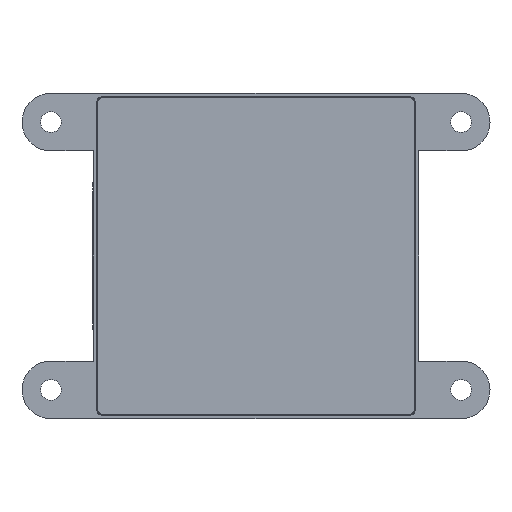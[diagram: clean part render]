
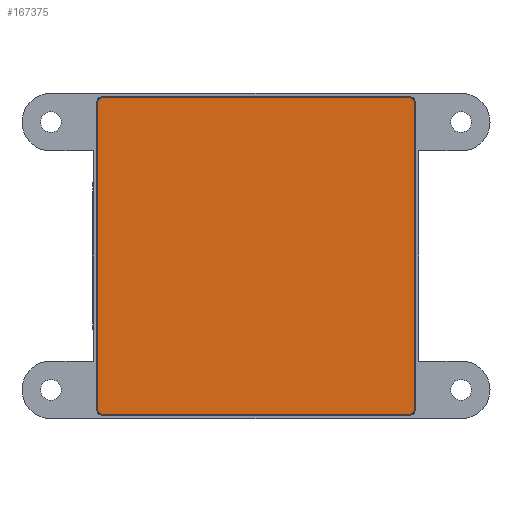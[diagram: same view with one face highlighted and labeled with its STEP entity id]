
A CAD part, front view. The second image highlights one B-rep face of the part: STEP entity #167375.
In plain terms, the highlighted planar face has unit normal (0, -1, 0).
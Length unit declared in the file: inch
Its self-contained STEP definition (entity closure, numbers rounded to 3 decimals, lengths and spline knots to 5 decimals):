
#6082 = VERTEX_POINT ( 'NONE', #15497 ) ;
#8767 = EDGE_CURVE ( 'NONE', #40158, #94661, #46059, .T. ) ;
#14988 = VERTEX_POINT ( 'NONE', #36717 ) ;
#15034 = VECTOR ( 'NONE', #84593, 39.37008 ) ;
#15497 = CARTESIAN_POINT ( 'NONE',  ( 1.07, 0., 1.03801 ) ) ;
#19393 = VECTOR ( 'NONE', #108531, 39.37008 ) ;
#21395 = CARTESIAN_POINT ( 'NONE',  ( -1.07, 0., -1.07 ) ) ;
#27505 = EDGE_CURVE ( 'NONE', #6082, #60192, #73997, .T. ) ;
#28009 = ORIENTED_EDGE ( 'NONE', *, *, #157014, .F. ) ;
#29481 = EDGE_LOOP ( 'NONE', ( #28009, #169326, #122620, #164137, #75829, #157761, #181709, #151436 ) ) ;
#29802 = EDGE_CURVE ( 'NONE', #118431, #94661, #146271, .T. ) ;
#33855 = CARTESIAN_POINT ( 'NONE',  ( 1.07, 0., 1.05675 ) ) ;
#36717 = CARTESIAN_POINT ( 'NONE',  ( -1.07, 0., 1.03801 ) ) ;
#37617 = VECTOR ( 'NONE', #180874, 39.37008 ) ;
#40158 = VERTEX_POINT ( 'NONE', #154399 ) ;
#43400 = CARTESIAN_POINT ( 'NONE',  ( -1.03801, 0., -1.07 ) ) ;
#46059 = LINE ( 'NONE', #21395, #97400 ) ;
#48805 = CARTESIAN_POINT ( 'NONE',  ( 1.05675, 0., 1.07 ) ) ;
#52140 = CARTESIAN_POINT ( 'NONE',  ( 1.07, 0., -1.07 ) ) ;
#54418 = AXIS2_PLACEMENT_3D ( 'NONE', #125995, #83049, #183094 ) ;
#56882 = CARTESIAN_POINT ( 'NONE',  ( 1.03801, 0., -1.07 ) ) ;
#60192 = VERTEX_POINT ( 'NONE', #174211 ) ;
#73136 = CARTESIAN_POINT ( 'NONE',  ( 1.03801, 0., 1.07 ) ) ;
#73997 =( BOUNDED_CURVE ( )  B_SPLINE_CURVE ( 3, ( #119830, #33855, #48805, #73136 ),
 .UNSPECIFIED., .F., .F. ) 
 B_SPLINE_CURVE_WITH_KNOTS ( ( 4, 4 ),
 ( 5.49813, 7.06824 ),
 .UNSPECIFIED. ) 
 CURVE ( )  GEOMETRIC_REPRESENTATION_ITEM ( )  RATIONAL_B_SPLINE_CURVE ( ( 1., 0.805, 0.805, 1. ) ) 
 REPRESENTATION_ITEM ( '' )  );
#75829 = ORIENTED_EDGE ( 'NONE', *, *, #141481, .F. ) ;
#82444 = PLANE ( 'NONE',  #54418 ) ;
#83049 = DIRECTION ( 'NONE',  ( 0., 1., 0. ) ) ;
#83428 =( BOUNDED_CURVE ( )  B_SPLINE_CURVE ( 3, ( #154072, #126756, #129806, #169631 ),
 .UNSPECIFIED., .F., .T. ) 
 B_SPLINE_CURVE_WITH_KNOTS ( ( 4, 4 ),
 ( 5.49813, 7.06824 ),
 .UNSPECIFIED. ) 
 CURVE ( )  GEOMETRIC_REPRESENTATION_ITEM ( )  RATIONAL_B_SPLINE_CURVE ( ( 1., 0.805, 0.805, 1. ) ) 
 REPRESENTATION_ITEM ( '' )  );
#84593 = DIRECTION ( 'NONE',  ( 1., 0., 0. ) ) ;
#90755 = LINE ( 'NONE', #166877, #19393 ) ;
#92169 = CARTESIAN_POINT ( 'NONE',  ( -1.03801, 0., 1.07 ) ) ;
#94661 = VERTEX_POINT ( 'NONE', #116809 ) ;
#97400 = VECTOR ( 'NONE', #150225, 39.37008 ) ;
#98680 = CARTESIAN_POINT ( 'NONE',  ( 1.07, 0., -1.05675 ) ) ;
#101341 = CARTESIAN_POINT ( 'NONE',  ( -1.07, 0., -1.05675 ) ) ;
#108531 = DIRECTION ( 'NONE',  ( 0., 0., 1. ) ) ;
#113432 =( BOUNDED_CURVE ( )  B_SPLINE_CURVE ( 3, ( #56882, #169521, #98680, #126661 ),
 .UNSPECIFIED., .F., .F. ) 
 B_SPLINE_CURVE_WITH_KNOTS ( ( 4, 4 ),
 ( 5.49813, 7.06824 ),
 .UNSPECIFIED. ) 
 CURVE ( )  GEOMETRIC_REPRESENTATION_ITEM ( )  RATIONAL_B_SPLINE_CURVE ( ( 1., 0.805, 0.805, 1. ) ) 
 REPRESENTATION_ITEM ( '' )  );
#116809 = CARTESIAN_POINT ( 'NONE',  ( -1.03801, 0., -1.07 ) ) ;
#118431 = VERTEX_POINT ( 'NONE', #148083 ) ;
#119708 = EDGE_CURVE ( 'NONE', #40158, #150961, #113432, .T. ) ;
#119830 = CARTESIAN_POINT ( 'NONE',  ( 1.07, 0., 1.03801 ) ) ;
#121881 = LINE ( 'NONE', #126305, #15034 ) ;
#122620 = ORIENTED_EDGE ( 'NONE', *, *, #8767, .F. ) ;
#123774 = EDGE_CURVE ( 'NONE', #144815, #60192, #121881, .T. ) ;
#125995 = CARTESIAN_POINT ( 'NONE',  ( -1.07, 0., 1.07 ) ) ;
#126305 = CARTESIAN_POINT ( 'NONE',  ( -1.07, 0., 1.07 ) ) ;
#126661 = CARTESIAN_POINT ( 'NONE',  ( 1.07, 0., -1.03801 ) ) ;
#126756 = CARTESIAN_POINT ( 'NONE',  ( -1.05675, 0., 1.07 ) ) ;
#128701 = CARTESIAN_POINT ( 'NONE',  ( -1.07, 0., -1.03801 ) ) ;
#129806 = CARTESIAN_POINT ( 'NONE',  ( -1.07, 0., 1.05675 ) ) ;
#136395 = CARTESIAN_POINT ( 'NONE',  ( 1.07, 0., -1.03801 ) ) ;
#136924 = EDGE_CURVE ( 'NONE', #144815, #14988, #83428, .T. ) ;
#141481 = EDGE_CURVE ( 'NONE', #6082, #150961, #182234, .T. ) ;
#144815 = VERTEX_POINT ( 'NONE', #92169 ) ;
#146271 =( BOUNDED_CURVE ( )  B_SPLINE_CURVE ( 3, ( #128701, #101341, #157246, #43400 ),
 .UNSPECIFIED., .F., .F. ) 
 B_SPLINE_CURVE_WITH_KNOTS ( ( 4, 4 ),
 ( 5.49813, 7.06824 ),
 .UNSPECIFIED. ) 
 CURVE ( )  GEOMETRIC_REPRESENTATION_ITEM ( )  RATIONAL_B_SPLINE_CURVE ( ( 1., 0.805, 0.805, 1. ) ) 
 REPRESENTATION_ITEM ( '' )  );
#148083 = CARTESIAN_POINT ( 'NONE',  ( -1.07, 0., -1.03801 ) ) ;
#150225 = DIRECTION ( 'NONE',  ( -1., 0., 0. ) ) ;
#150961 = VERTEX_POINT ( 'NONE', #136395 ) ;
#151436 = ORIENTED_EDGE ( 'NONE', *, *, #136924, .T. ) ;
#154072 = CARTESIAN_POINT ( 'NONE',  ( -1.03801, 0., 1.07 ) ) ;
#154399 = CARTESIAN_POINT ( 'NONE',  ( 1.03801, 0., -1.07 ) ) ;
#157014 = EDGE_CURVE ( 'NONE', #118431, #14988, #90755, .T. ) ;
#157246 = CARTESIAN_POINT ( 'NONE',  ( -1.05675, 0., -1.07 ) ) ;
#157761 = ORIENTED_EDGE ( 'NONE', *, *, #27505, .T. ) ;
#164137 = ORIENTED_EDGE ( 'NONE', *, *, #119708, .T. ) ;
#166877 = CARTESIAN_POINT ( 'NONE',  ( -1.07, 0., -1.07 ) ) ;
#167375 = ADVANCED_FACE ( 'NONE', ( #178311 ), #82444, .F. ) ;
#169326 = ORIENTED_EDGE ( 'NONE', *, *, #29802, .T. ) ;
#169521 = CARTESIAN_POINT ( 'NONE',  ( 1.05675, 0., -1.07 ) ) ;
#169631 = CARTESIAN_POINT ( 'NONE',  ( -1.07, 0., 1.03801 ) ) ;
#174211 = CARTESIAN_POINT ( 'NONE',  ( 1.03801, 0., 1.07 ) ) ;
#178311 = FACE_OUTER_BOUND ( 'NONE', #29481, .T. ) ;
#180874 = DIRECTION ( 'NONE',  ( 0., 0., -1. ) ) ;
#181709 = ORIENTED_EDGE ( 'NONE', *, *, #123774, .F. ) ;
#182234 = LINE ( 'NONE', #52140, #37617 ) ;
#183094 = DIRECTION ( 'NONE',  ( 0., 0., 1. ) ) ;
